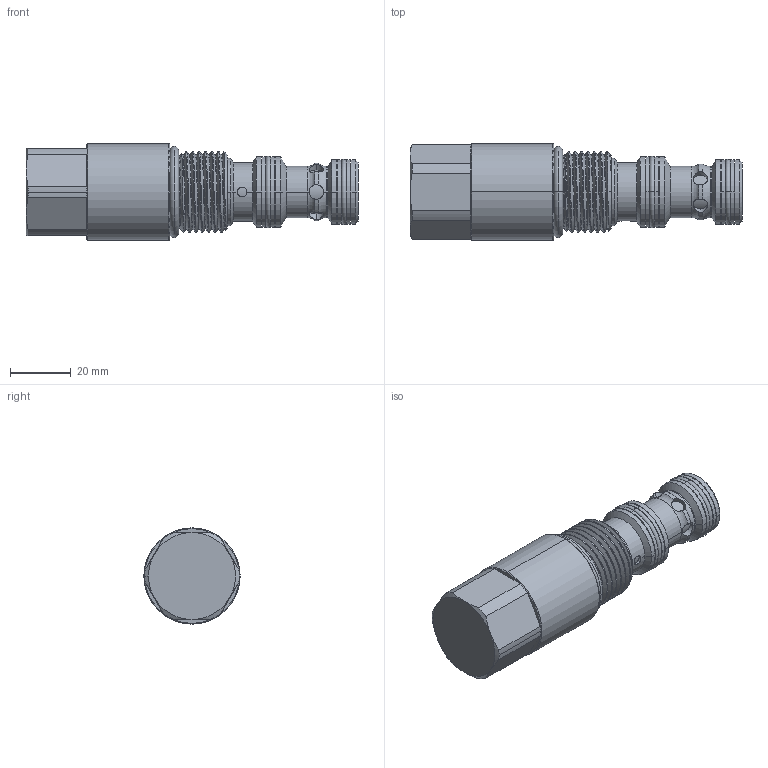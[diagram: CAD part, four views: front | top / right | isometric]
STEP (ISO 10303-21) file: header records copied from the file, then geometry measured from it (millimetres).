
FILE_DESCRIPTION (( 'STEP AP203' ), '1' );
FILE_NAME ('LR12WS30110N.STEP', '2023-06-26T02:45:49', ( '' ), ( '' ), 'SwSTEP 2.0', 'SolidWorks 2018', '' );
FILE_SCHEMA (( 'CONFIG_CONTROL_DESIGN' ));
Length unit declared in the file: millimetre
Products named in the file (1): LR12WS30110N
Bounding box: 108.89 x 31.6 x 31.6 mm (x, y, z)
Volume: 57898.3 mm3; surface area: 13388.4 mm2
Topology: 2 solids, 2 shells, 171 faces, 395 edges, 241 vertices
Faces by surface type: cylinder 93, plane 29, cone 28, torus 18, bspline 3
Entity records: 7974 total; most frequent: CARTESIAN_POINT 4132, DIRECTION 799, ORIENTED_EDGE 790, EDGE_CURVE 395, AXIS2_PLACEMENT_3D 343, VERTEX_POINT 241, EDGE_LOOP 186, CIRCLE 174
